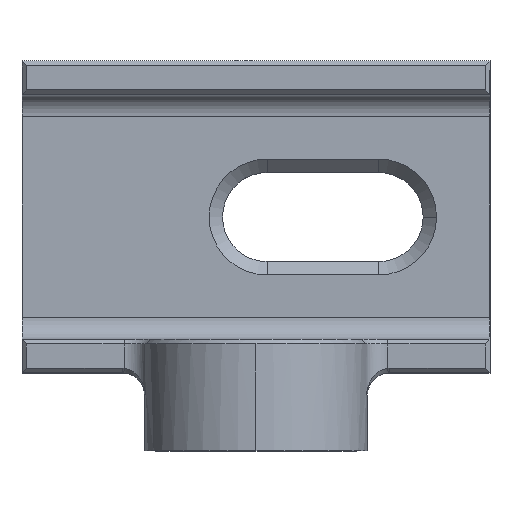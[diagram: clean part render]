
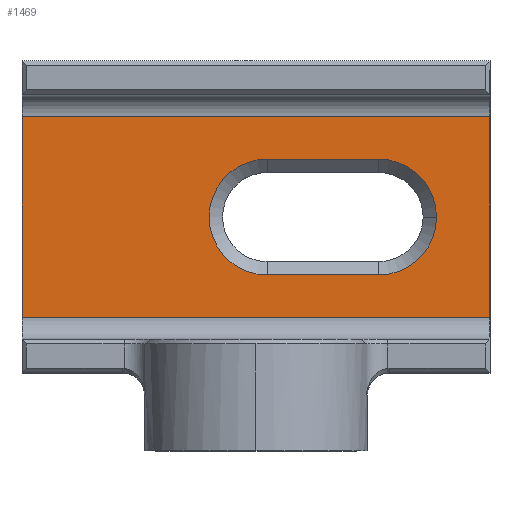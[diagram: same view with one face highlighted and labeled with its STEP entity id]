
A CAD part, top view. The second image highlights one B-rep face of the part: STEP entity #1469.
In plain terms, the highlighted planar face has unit normal (0, 0, 1).
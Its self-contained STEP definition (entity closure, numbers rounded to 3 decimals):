
#16 = LINE ( 'NONE', #741, #871 ) ;
#17 = PLANE ( 'NONE',  #1450 ) ;
#28 = CARTESIAN_POINT ( 'NONE',  ( 21., -9., 2. ) ) ;
#92 = EDGE_CURVE ( 'NONE', #1164, #702, #1012, .T. ) ;
#118 = DIRECTION ( 'NONE',  ( 1., 0., 0. ) ) ;
#198 = FACE_OUTER_BOUND ( 'NONE', #318, .T. ) ;
#231 = LINE ( 'NONE', #1212, #1486 ) ;
#248 = ORIENTED_EDGE ( 'NONE', *, *, #1201, .T. ) ;
#266 = EDGE_CURVE ( 'NONE', #605, #1954, #1936, .T. ) ;
#309 = AXIS2_PLACEMENT_3D ( 'NONE', #1180, #1549, #1708 ) ;
#318 = EDGE_LOOP ( 'NONE', ( #1617, #1036, #248, #1672 ) ) ;
#331 = CARTESIAN_POINT ( 'NONE',  ( 21., 14., 2. ) ) ;
#354 = EDGE_LOOP ( 'NONE', ( #1433, #1677, #1745, #1762, #796 ) ) ;
#418 = AXIS2_PLACEMENT_3D ( 'NONE', #1693, #720, #1701 ) ;
#480 = LINE ( 'NONE', #1750, #603 ) ;
#561 = CARTESIAN_POINT ( 'NONE',  ( -21., 9., 2. ) ) ;
#567 = CARTESIAN_POINT ( 'NONE',  ( 16.2, 0., 2. ) ) ;
#574 = DIRECTION ( 'NONE',  ( 0., -1., 0. ) ) ;
#577 = CARTESIAN_POINT ( 'NONE',  ( 11., 5.2, 2. ) ) ;
#588 = CARTESIAN_POINT ( 'NONE',  ( 0., 0., 2. ) ) ;
#603 = VECTOR ( 'NONE', #1397, 1000. ) ;
#605 = VERTEX_POINT ( 'NONE', #1971 ) ;
#627 = EDGE_CURVE ( 'NONE', #1537, #605, #1648, .T. ) ;
#650 = EDGE_CURVE ( 'NONE', #1581, #1643, #231, .T. ) ;
#678 = FACE_BOUND ( 'NONE', #354, .T. ) ;
#686 = EDGE_CURVE ( 'NONE', #702, #1581, #16, .T. ) ;
#702 = VERTEX_POINT ( 'NONE', #561 ) ;
#720 = DIRECTION ( 'NONE',  ( 0., 0., -1. ) ) ;
#741 = CARTESIAN_POINT ( 'NONE',  ( -21., 11., 2. ) ) ;
#744 = DIRECTION ( 'NONE',  ( 1., 0., 0. ) ) ;
#779 = CARTESIAN_POINT ( 'NONE',  ( 1., -5.2, 2. ) ) ;
#796 = ORIENTED_EDGE ( 'NONE', *, *, #627, .T. ) ;
#835 = EDGE_CURVE ( 'NONE', #1850, #978, #1985, .T. ) ;
#853 = EDGE_CURVE ( 'NONE', #978, #1537, #480, .T. ) ;
#871 = VECTOR ( 'NONE', #574, 1000. ) ;
#891 = DIRECTION ( 'NONE',  ( 0., 1., 0. ) ) ;
#892 = CIRCLE ( 'NONE', #418, 5.2 ) ;
#978 = VERTEX_POINT ( 'NONE', #1435 ) ;
#1012 = LINE ( 'NONE', #1567, #1199 ) ;
#1036 = ORIENTED_EDGE ( 'NONE', *, *, #650, .T. ) ;
#1078 = DIRECTION ( 'NONE',  ( 0., 0., -1. ) ) ;
#1083 = DIRECTION ( 'NONE',  ( 0., 0., -1. ) ) ;
#1093 = CARTESIAN_POINT ( 'NONE',  ( 11., 0., 2. ) ) ;
#1147 = CARTESIAN_POINT ( 'NONE',  ( -21., -9., 2. ) ) ;
#1164 = VERTEX_POINT ( 'NONE', #1647 ) ;
#1180 = CARTESIAN_POINT ( 'NONE',  ( 1., 0., 2. ) ) ;
#1199 = VECTOR ( 'NONE', #2048, 1000. ) ;
#1201 = EDGE_CURVE ( 'NONE', #1643, #1164, #1588, .T. ) ;
#1212 = CARTESIAN_POINT ( 'NONE',  ( 21., -9., 2. ) ) ;
#1217 = VECTOR ( 'NONE', #118, 1000. ) ;
#1254 = VECTOR ( 'NONE', #891, 1000. ) ;
#1397 = DIRECTION ( 'NONE',  ( -1., 0., 0. ) ) ;
#1421 = DIRECTION ( 'NONE',  ( -1., 0., 0. ) ) ;
#1433 = ORIENTED_EDGE ( 'NONE', *, *, #266, .T. ) ;
#1435 = CARTESIAN_POINT ( 'NONE',  ( 11., -5.2, 2. ) ) ;
#1450 = AXIS2_PLACEMENT_3D ( 'NONE', #588, #1078, #1740 ) ;
#1469 = ADVANCED_FACE ( 'NONE', ( #678, #198 ), #17, .F. ) ;
#1486 = VECTOR ( 'NONE', #744, 1000. ) ;
#1537 = VERTEX_POINT ( 'NONE', #779 ) ;
#1549 = DIRECTION ( 'NONE',  ( 0., 0., -1. ) ) ;
#1557 = CARTESIAN_POINT ( 'NONE',  ( 11., 5.2, 2. ) ) ;
#1567 = CARTESIAN_POINT ( 'NONE',  ( -21., 9., 2. ) ) ;
#1581 = VERTEX_POINT ( 'NONE', #1147 ) ;
#1588 = LINE ( 'NONE', #331, #1254 ) ;
#1617 = ORIENTED_EDGE ( 'NONE', *, *, #686, .T. ) ;
#1643 = VERTEX_POINT ( 'NONE', #28 ) ;
#1647 = CARTESIAN_POINT ( 'NONE',  ( 21., 9., 2. ) ) ;
#1648 = CIRCLE ( 'NONE', #309, 5.2 ) ;
#1672 = ORIENTED_EDGE ( 'NONE', *, *, #92, .T. ) ;
#1677 = ORIENTED_EDGE ( 'NONE', *, *, #1845, .T. ) ;
#1693 = CARTESIAN_POINT ( 'NONE',  ( 11., 0., 2. ) ) ;
#1701 = DIRECTION ( 'NONE',  ( -1., 0., 0. ) ) ;
#1708 = DIRECTION ( 'NONE',  ( -1., 0., 0. ) ) ;
#1740 = DIRECTION ( 'NONE',  ( -1., 0., 0. ) ) ;
#1745 = ORIENTED_EDGE ( 'NONE', *, *, #835, .T. ) ;
#1750 = CARTESIAN_POINT ( 'NONE',  ( 1., -5.2, 2. ) ) ;
#1762 = ORIENTED_EDGE ( 'NONE', *, *, #853, .T. ) ;
#1845 = EDGE_CURVE ( 'NONE', #1954, #1850, #892, .T. ) ;
#1850 = VERTEX_POINT ( 'NONE', #567 ) ;
#1872 = AXIS2_PLACEMENT_3D ( 'NONE', #1093, #1083, #1421 ) ;
#1936 = LINE ( 'NONE', #1557, #1217 ) ;
#1954 = VERTEX_POINT ( 'NONE', #577 ) ;
#1971 = CARTESIAN_POINT ( 'NONE',  ( 1., 5.2, 2. ) ) ;
#1985 = CIRCLE ( 'NONE', #1872, 5.2 ) ;
#2048 = DIRECTION ( 'NONE',  ( -1., 0., 0. ) ) ;
